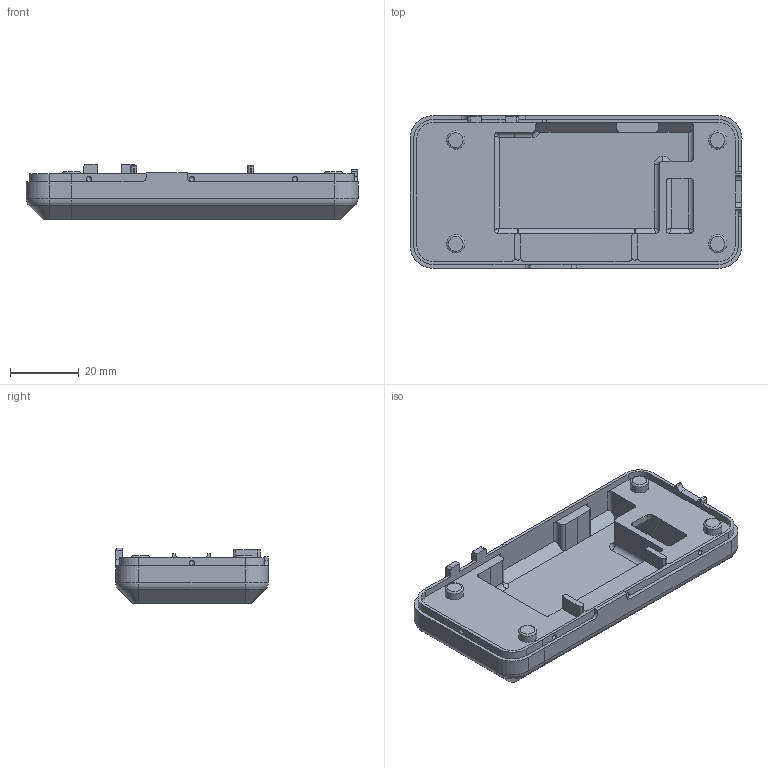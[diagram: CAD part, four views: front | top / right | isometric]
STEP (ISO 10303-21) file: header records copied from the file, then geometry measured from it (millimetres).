
FILE_DESCRIPTION(/* description */ (''),/* implementation_level */ '2;1');
FILE_NAME(/* name */ 'Wireless_Motion_Case_Bottom.step',/* time_stamp */ '2024-06-07T16:19:33+02:00',/* author */ (''),/* organization */ (''),/* preprocessor_version */ 'ST-DEVELOPER v20',/* originating_system */ 'Autodesk Translation Framework v13.14.0.145',/* authorisation */ '');
FILE_SCHEMA (('AUTOMOTIVE_DESIGN { 1 0 10303 214 3 1 1 }'));
Length unit declared in the file: millimetre
Products named in the file (1): Wireless_Motion
Bounding box: 96.6 x 44.4 x 16.26 mm (x, y, z)
Volume: 29820.8 mm3; surface area: 14204.9 mm2
Topology: 1 solids, 1 shells, 229 faces, 594 edges, 374 vertices
Faces by surface type: plane 113, cylinder 83, torus 15, bspline 14, cone 4
Full cylindrical faces by diameter (mm): 5.3 x4
Entity records: 7484 total; most frequent: CARTESIAN_POINT 1752, DIRECTION 1227, ORIENTED_EDGE 1178, EDGE_CURVE 589, AXIS2_PLACEMENT_3D 434, VERTEX_POINT 374, LINE 359, VECTOR 359
